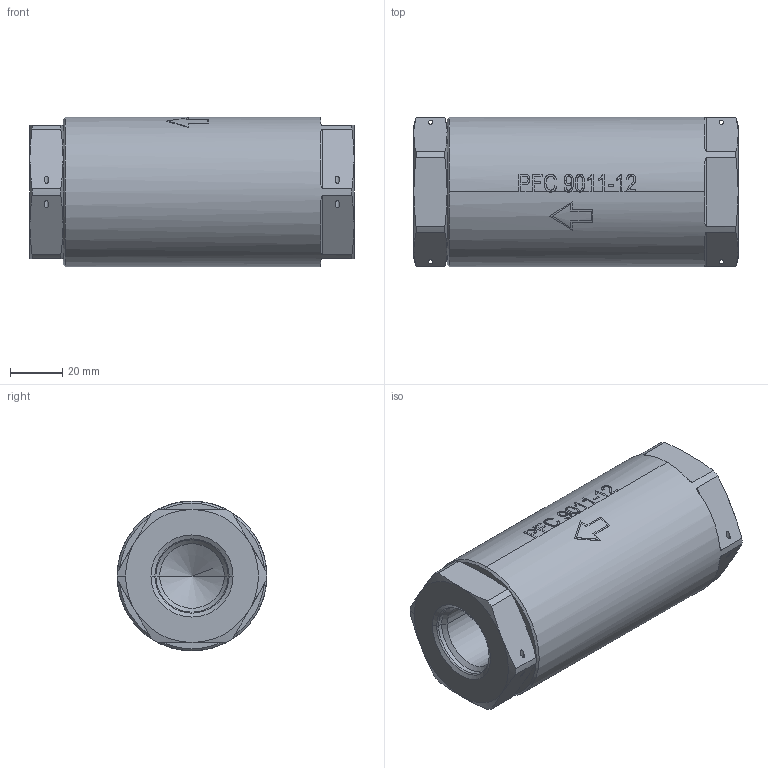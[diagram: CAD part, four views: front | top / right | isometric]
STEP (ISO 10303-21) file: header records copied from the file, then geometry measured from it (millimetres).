
FILE_DESCRIPTION (( 'STEP AP214' ), '1' );
FILE_NAME ('09011012_AS5202(TT).STEP', '2015-07-01T15:11:17', ( '' ), ( '' ), 'SwSTEP 2.0', 'SolidWorks 2015', '' );
FILE_SCHEMA (( 'AUTOMOTIVE_DESIGN' ));
Length unit declared in the file: millimetre
Products named in the file (3): 09011121_AS5202(BODY); 09011012_AS5202(TT); 09011126_AS5202(ADAPTER)
Assembly tree (2 placements, depth 2):
  09011012_AS5202(TT)
    09011126_AS5202(ADAPTER)
    09011121_AS5202(BODY)
Bounding box: 123.83 x 57.15 x 57.15 mm (x, y, z)
Volume: 283802.6 mm3; surface area: 41552.9 mm2
Topology: 2 solids, 2 shells, 238 faces, 609 edges, 381 vertices
Faces by surface type: plane 83, cylinder 57, bspline 48, cone 40, torus 10
Entity records: 10284 total; most frequent: CARTESIAN_POINT 4841, ORIENTED_EDGE 1210, DIRECTION 972, EDGE_CURVE 605, VERTEX_POINT 381, AXIS2_PLACEMENT_3D 360, EDGE_LOOP 256, VECTOR 252
